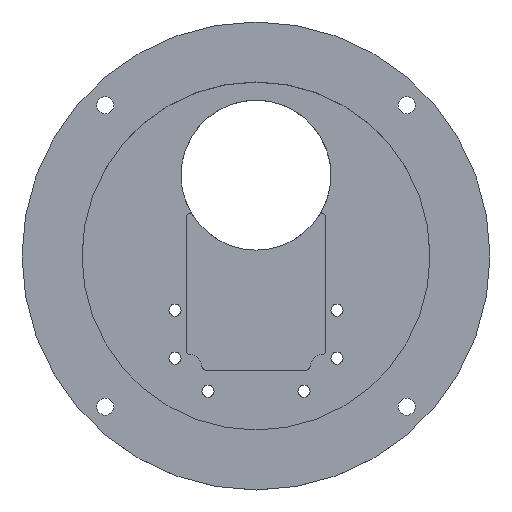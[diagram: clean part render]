
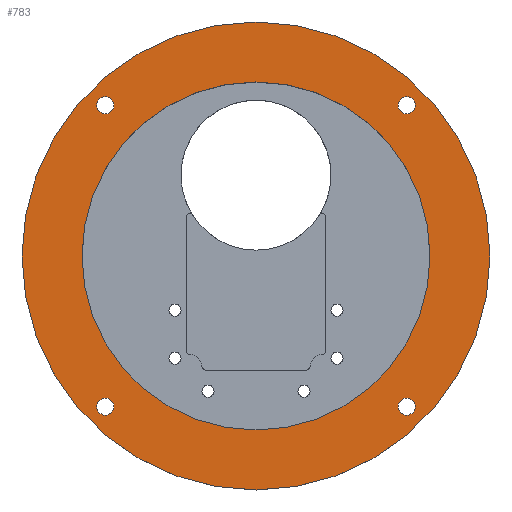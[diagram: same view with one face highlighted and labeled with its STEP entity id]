
A CAD part, top view. The second image highlights one B-rep face of the part: STEP entity #783.
In plain terms, the highlighted planar face has unit normal (0, 0, 1).
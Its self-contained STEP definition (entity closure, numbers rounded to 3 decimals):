
#157=FACE_BOUND('',#274,.T.);
#158=FACE_BOUND('',#275,.T.);
#159=FACE_BOUND('',#276,.T.);
#160=FACE_BOUND('',#277,.T.);
#161=FACE_BOUND('',#278,.T.);
#205=FACE_OUTER_BOUND('',#273,.T.);
#273=EDGE_LOOP('',(#718));
#274=EDGE_LOOP('',(#719));
#275=EDGE_LOOP('',(#720));
#276=EDGE_LOOP('',(#721));
#277=EDGE_LOOP('',(#722));
#278=EDGE_LOOP('',(#723));
#301=CIRCLE('',#838,1.425);
#304=CIRCLE('',#844,1.425);
#307=CIRCLE('',#850,1.425);
#310=CIRCLE('',#856,1.425);
#337=CIRCLE('',#906,39.);
#338=CIRCLE('',#908,29.);
#361=VERTEX_POINT('',#1225);
#364=VERTEX_POINT('',#1236);
#367=VERTEX_POINT('',#1247);
#370=VERTEX_POINT('',#1258);
#407=VERTEX_POINT('',#1377);
#408=VERTEX_POINT('',#1381);
#437=EDGE_CURVE('',#361,#361,#301,.T.);
#442=EDGE_CURVE('',#364,#364,#304,.T.);
#447=EDGE_CURVE('',#367,#367,#307,.T.);
#452=EDGE_CURVE('',#370,#370,#310,.T.);
#511=EDGE_CURVE('',#407,#407,#337,.T.);
#512=EDGE_CURVE('',#408,#408,#338,.T.);
#718=ORIENTED_EDGE('',*,*,#511,.T.);
#719=ORIENTED_EDGE('',*,*,#437,.T.);
#720=ORIENTED_EDGE('',*,*,#442,.T.);
#721=ORIENTED_EDGE('',*,*,#447,.T.);
#722=ORIENTED_EDGE('',*,*,#452,.T.);
#723=ORIENTED_EDGE('',*,*,#512,.T.);
#739=PLANE('',#910);
#783=ADVANCED_FACE('',(#205,#157,#158,#159,#160,#161),#739,.T.);
#838=AXIS2_PLACEMENT_3D('',#1227,#981,#982);
#844=AXIS2_PLACEMENT_3D('',#1238,#995,#996);
#850=AXIS2_PLACEMENT_3D('',#1249,#1009,#1010);
#856=AXIS2_PLACEMENT_3D('',#1260,#1023,#1024);
#906=AXIS2_PLACEMENT_3D('',#1379,#1155,#1156);
#908=AXIS2_PLACEMENT_3D('',#1382,#1159,#1160);
#910=AXIS2_PLACEMENT_3D('',#1385,#1164,#1165);
#981=DIRECTION('center_axis',(0.,0.,-1.));
#982=DIRECTION('ref_axis',(-1.,0.,0.));
#995=DIRECTION('center_axis',(0.,0.,-1.));
#996=DIRECTION('ref_axis',(-1.,0.,0.));
#1009=DIRECTION('center_axis',(0.,0.,-1.));
#1010=DIRECTION('ref_axis',(-1.,0.,0.));
#1023=DIRECTION('center_axis',(0.,0.,-1.));
#1024=DIRECTION('ref_axis',(-1.,0.,0.));
#1155=DIRECTION('center_axis',(0.,0.,1.));
#1156=DIRECTION('ref_axis',(1.,0.,0.));
#1159=DIRECTION('center_axis',(0.,0.,-1.));
#1160=DIRECTION('ref_axis',(-1.,0.,0.));
#1164=DIRECTION('center_axis',(0.,0.,1.));
#1165=DIRECTION('ref_axis',(1.,0.,0.));
#1225=CARTESIAN_POINT('',(26.527,-25.102,18.));
#1227=CARTESIAN_POINT('Origin',(25.102,-25.102,18.));
#1236=CARTESIAN_POINT('',(-23.677,25.102,18.));
#1238=CARTESIAN_POINT('Origin',(-25.102,25.102,18.));
#1247=CARTESIAN_POINT('',(26.527,25.102,18.));
#1249=CARTESIAN_POINT('Origin',(25.102,25.102,18.));
#1258=CARTESIAN_POINT('',(-23.677,-25.102,18.));
#1260=CARTESIAN_POINT('Origin',(-25.102,-25.102,18.));
#1377=CARTESIAN_POINT('',(-39.,0.,18.));
#1379=CARTESIAN_POINT('Origin',(0.,0.,18.));
#1381=CARTESIAN_POINT('',(29.,0.,18.));
#1382=CARTESIAN_POINT('Origin',(0.,0.,18.));
#1385=CARTESIAN_POINT('Origin',(0.,0.,18.));
